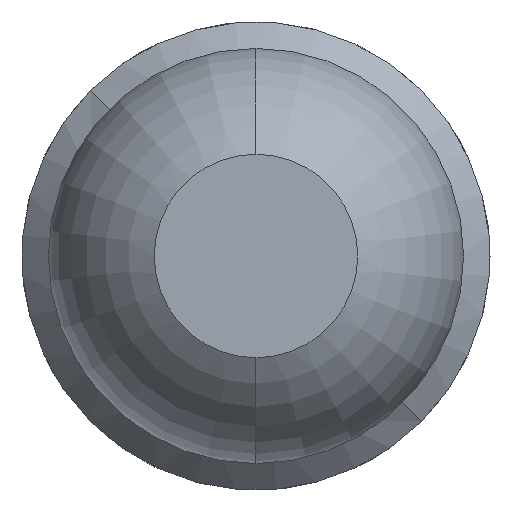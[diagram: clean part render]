
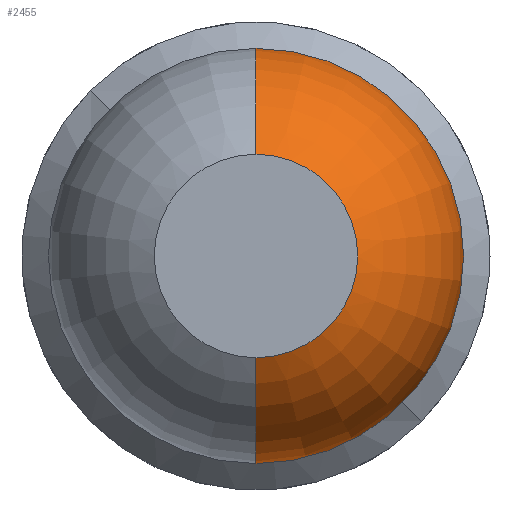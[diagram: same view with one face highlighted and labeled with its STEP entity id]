
A CAD part, front view. The second image highlights one B-rep face of the part: STEP entity #2455.
In plain terms, the highlighted toroidal (fillet/blend) face has major radius 0.01 mm and minor radius 0.5 mm.
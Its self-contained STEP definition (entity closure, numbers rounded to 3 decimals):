
#31 = DIRECTION ( 'NONE',  ( 1., 0., 0. ) ) ;
#48 = CARTESIAN_POINT ( 'NONE',  ( 0., -29.961, -0.51 ) ) ;
#125 = CIRCLE ( 'NONE', #2170, 0.25 ) ;
#224 = ORIENTED_EDGE ( 'NONE', *, *, #3695, .F. ) ;
#277 = EDGE_LOOP ( 'NONE', ( #224, #1222, #1973, #1224 ) ) ;
#604 = CIRCLE ( 'NONE', #2152, 0.5 ) ;
#652 = AXIS2_PLACEMENT_3D ( 'NONE', #3037, #3057, #3361 ) ;
#737 = DIRECTION ( 'NONE',  ( 0., 0., -1. ) ) ;
#778 = DIRECTION ( 'NONE',  ( -1., 0., 0. ) ) ;
#898 = VERTEX_POINT ( 'NONE', #1551 ) ;
#974 = DIRECTION ( 'NONE',  ( 0., 1., 0. ) ) ;
#1080 = EDGE_CURVE ( 'NONE', #898, #1692, #604, .T. ) ;
#1222 = ORIENTED_EDGE ( 'NONE', *, *, #3195, .T. ) ;
#1224 = ORIENTED_EDGE ( 'NONE', *, *, #1080, .F. ) ;
#1270 = CARTESIAN_POINT ( 'NONE',  ( 0., -29.961, 0. ) ) ;
#1288 = FACE_OUTER_BOUND ( 'NONE', #277, .T. ) ;
#1359 = AXIS2_PLACEMENT_3D ( 'NONE', #2980, #31, #2416 ) ;
#1385 = CARTESIAN_POINT ( 'NONE',  ( 0., -29.961, 0.01 ) ) ;
#1480 = AXIS2_PLACEMENT_3D ( 'NONE', #1270, #974, #2767 ) ;
#1551 = CARTESIAN_POINT ( 'NONE',  ( 0., -30.4, 0.25 ) ) ;
#1692 = VERTEX_POINT ( 'NONE', #2071 ) ;
#1973 = ORIENTED_EDGE ( 'NONE', *, *, #3274, .F. ) ;
#1983 = DIRECTION ( 'NONE',  ( 0., 0., 1. ) ) ;
#2071 = CARTESIAN_POINT ( 'NONE',  ( 0., -29.961, 0.51 ) ) ;
#2140 = CIRCLE ( 'NONE', #1359, 0.5 ) ;
#2152 = AXIS2_PLACEMENT_3D ( 'NONE', #1385, #778, #1983 ) ;
#2170 = AXIS2_PLACEMENT_3D ( 'NONE', #3118, #2839, #737 ) ;
#2283 = TOROIDAL_SURFACE ( 'NONE', #652, 0.01, 0.5 ) ;
#2306 = CARTESIAN_POINT ( 'NONE',  ( 0., -30.4, -0.25 ) ) ;
#2416 = DIRECTION ( 'NONE',  ( 0., 0., -1. ) ) ;
#2455 = ADVANCED_FACE ( 'Defeature ausgef�hrt1_5', ( #1288 ), #2283, .T. ) ;
#2655 = CIRCLE ( 'NONE', #1480, 0.51 ) ;
#2710 = VERTEX_POINT ( 'NONE', #2306 ) ;
#2767 = DIRECTION ( 'NONE',  ( 0., 0., 1. ) ) ;
#2826 = VERTEX_POINT ( 'NONE', #48 ) ;
#2839 = DIRECTION ( 'NONE',  ( 0., -1., 0. ) ) ;
#2980 = CARTESIAN_POINT ( 'NONE',  ( 0., -29.961, -0.01 ) ) ;
#3037 = CARTESIAN_POINT ( 'NONE',  ( 0., -29.961, 0. ) ) ;
#3057 = DIRECTION ( 'NONE',  ( 0., 1., 0. ) ) ;
#3118 = CARTESIAN_POINT ( 'NONE',  ( 0., -30.4, 0. ) ) ;
#3195 = EDGE_CURVE ( 'NONE', #2710, #2826, #2140, .T. ) ;
#3274 = EDGE_CURVE ( 'Defeature ausgef�hrt1_6+Defeature ausgef�hrt1_5+Defeature ausgef�hrt1_5+Defeature ausgef�hrt1_5', #1692, #2826, #2655, .T. ) ;
#3361 = DIRECTION ( 'NONE',  ( 0., 0., 1. ) ) ;
#3695 = EDGE_CURVE ( 'Defeature ausgef�hrt1_18+Defeature ausgef�hrt1_5+Defeature ausgef�hrt1_5+Defeature ausgef�hrt1_5', #2710, #898, #125, .T. ) ;
